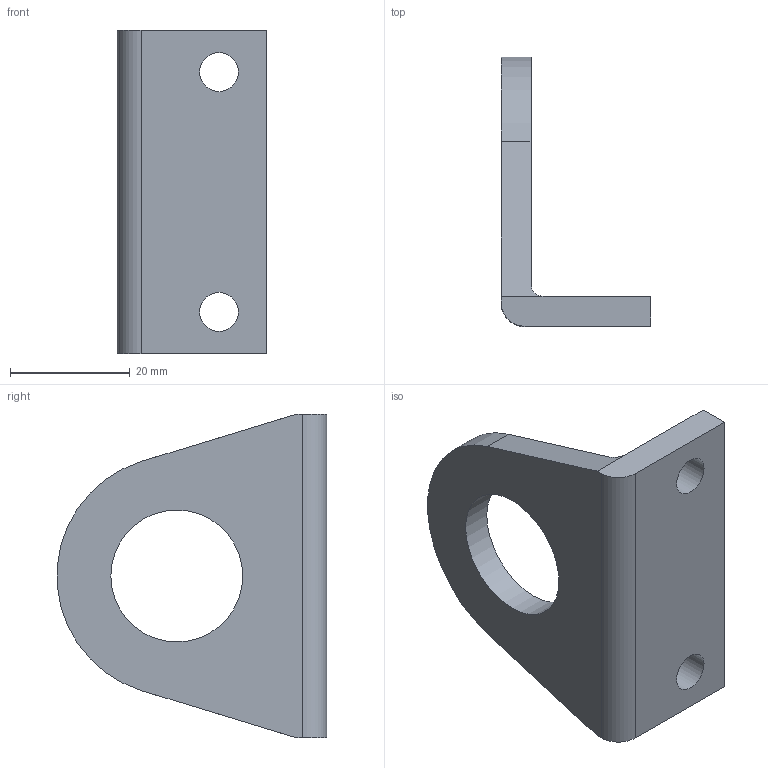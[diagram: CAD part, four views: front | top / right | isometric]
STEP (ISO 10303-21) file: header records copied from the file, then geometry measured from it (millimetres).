
FILE_DESCRIPTION(/* description */ ('Alibre Inc.'),/* implementation_level */ '2;1');
FILE_NAME(/* name */ 'export-CBC2AFF3-521A-4C0A-A78A-E91ED0D1469A',/* time_stamp */ '2020-04-08T13:39:19+02:00',/* author */ (''),/* organization */ (''),/* preprocessor_version */ 'ST-DEVELOPER v17',/* originating_system */ 'Alibre',/* authorisation */ '');
FILE_SCHEMA (('AUTOMOTIVE_DESIGN'));
Length unit declared in the file: millimetre
Bounding box: 25 x 44.93 x 54 mm (x, y, z)
Volume: 12328.4 mm3; surface area: 6437.6 mm2
Topology: 1 solids, 1 shells, 15 faces, 42 edges, 29 vertices
Faces by surface type: plane 9, cylinder 6
Full cylindrical faces by diameter (mm): 6.5 x2, 22 x1
Entity records: 512 total; most frequent: ORIENTED_EDGE 84, CARTESIAN_POINT 81, DIRECTION 70, EDGE_CURVE 42, VERTEX_POINT 29, AXIS2_PLACEMENT_3D 27, VECTOR 25, LINE 25
